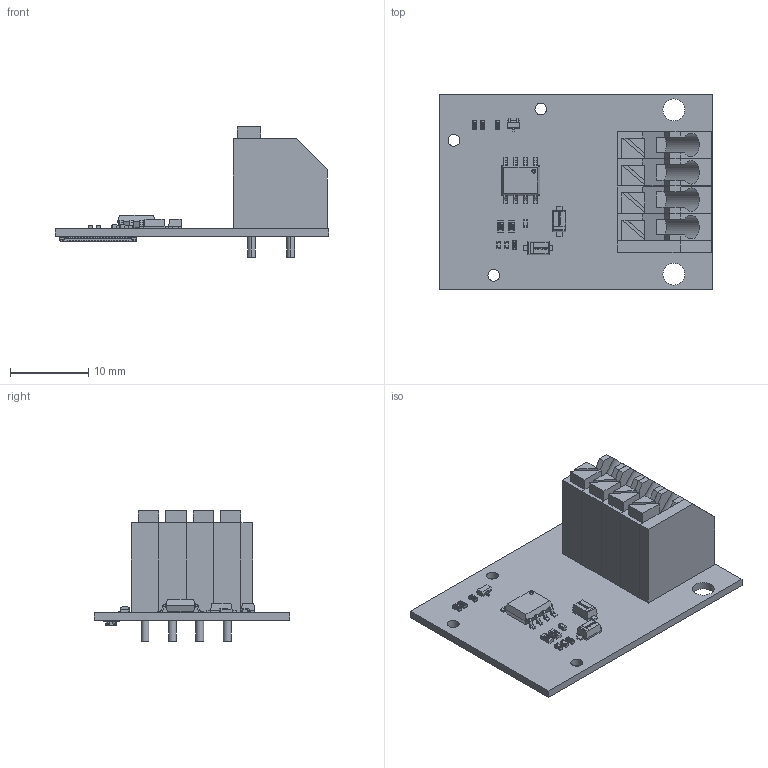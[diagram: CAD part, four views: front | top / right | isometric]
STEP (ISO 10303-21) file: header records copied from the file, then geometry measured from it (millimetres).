
FILE_DESCRIPTION(('Open CASCADE Model'),'2;1');
FILE_NAME('Open CASCADE Shape Model','2021-06-11T19:08:06',('Author'),( 'Open CASCADE'),'Open CASCADE STEP processor 6.8','Open CASCADE 6.8' ,'Unknown');
FILE_SCHEMA(('AUTOMOTIVE_DESIGN { 1 0 10303 214 1 1 1 1 }'));
Length unit declared in the file: millimetre
Products named in the file (26): PCB; Board; Open CASCADE STEP translator 6.8 7.1.1; J1; axe640124; C2; C0402; C3; C1; R2; RES_1005-0402; R1; R3; R7; J2; gsl002b-3_5-04p_20200529; U1; User_Library-so8-3; Q1; SOT-416; D2; SOD-123F; D1; R5; RES1608; R4
Assembly tree (32 placements, depth 3):
  PCB
    Board
      Open CASCADE STEP translator 6.8 7.1.1
    J1
      axe640124
    C2
      C0402
    C3
      C0402
    C1
      C0402
    R2
      RES_1005-0402
    R1
      RES_1005-0402
    R3
      RES_1005-0402
    R7
      RES_1005-0402
    J2
      gsl002b-3_5-04p_20200529
    U1
      User_Library-so8-3
    Q1
      SOT-416
    D2
      SOD-123F
    D1
      SOD-123F
    R5
      RES1608
    R4
      RES1608
Bounding box: 35 x 25 x 16.65 mm (x, y, z)
Volume: 2653.2 mm3; surface area: 4485.3 mm2
Topology: 30 solids, 32 shells, 2268 faces, 5921 edges, 3740 vertices
Faces by surface type: plane 1386, bspline 480, cylinder 330, sphere 54, cone 14, torus 4
Full cylindrical faces by diameter (mm): 1.2 x4, 1.5 x3, 2.8 x2
Entity records: 54552 total; most frequent: CARTESIAN_POINT 13701, ORIENTED_EDGE 8034, DIRECTION 6724, EDGE_CURVE 4019, LINE 3070, VECTOR 3070, VERTEX_POINT 2592, AXIS2_PLACEMENT_3D 1827
